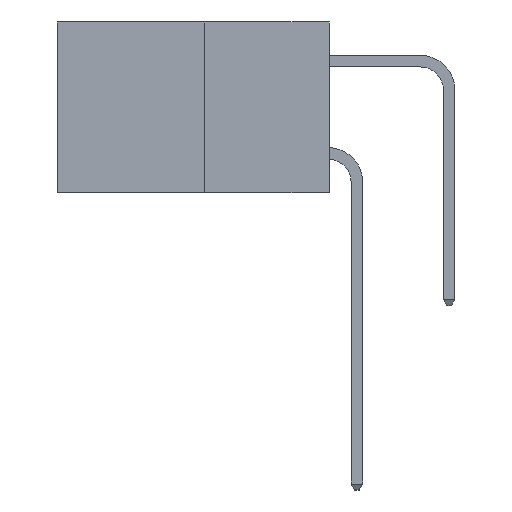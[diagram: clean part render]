
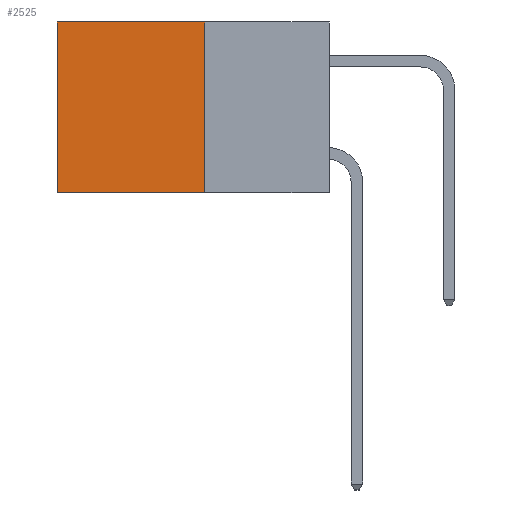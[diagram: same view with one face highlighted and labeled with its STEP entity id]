
A CAD part, left-side view. The second image highlights one B-rep face of the part: STEP entity #2525.
In plain terms, the highlighted planar face has unit normal (-1, 0, 0).
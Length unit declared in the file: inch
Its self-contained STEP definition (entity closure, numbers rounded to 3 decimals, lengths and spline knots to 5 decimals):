
#467 = PLANE ( 'NONE',  #15138 ) ;
#592 = DIRECTION ( 'NONE',  ( 0., 1., 0. ) ) ;
#1024 = DIRECTION ( 'NONE',  ( 0., 0., -1. ) ) ;
#1151 = CARTESIAN_POINT ( 'NONE',  ( 0.277, 0.59, -0.37 ) ) ;
#1396 = CARTESIAN_POINT ( 'NONE',  ( 0.277, 0.27, -0.37 ) ) ;
#1852 = CARTESIAN_POINT ( 'NONE',  ( 0.277, 0.27, -0.37 ) ) ;
#2271 = DIRECTION ( 'NONE',  ( 0., 0., -1. ) ) ;
#2525 = ADVANCED_FACE ( 'NONE', ( #6867 ), #467, .F. ) ;
#2541 = LINE ( 'NONE', #14399, #14306 ) ;
#2588 = EDGE_CURVE ( 'NONE', #9586, #3105, #2541, .T. ) ;
#3026 = DIRECTION ( 'NONE',  ( 1., 0., 0. ) ) ;
#3048 = ORIENTED_EDGE ( 'NONE', *, *, #9576, .T. ) ;
#3105 = VERTEX_POINT ( 'NONE', #10018 ) ;
#3958 = CARTESIAN_POINT ( 'NONE',  ( 0.277, 0.59, -0.37 ) ) ;
#5347 = VECTOR ( 'NONE', #7671, 39.37008 ) ;
#6331 = EDGE_CURVE ( 'NONE', #14950, #13154, #15082, .T. ) ;
#6508 = CARTESIAN_POINT ( 'NONE',  ( 0.277, 0.27, 0. ) ) ;
#6867 = FACE_OUTER_BOUND ( 'NONE', #7333, .T. ) ;
#6959 = ORIENTED_EDGE ( 'NONE', *, *, #2588, .F. ) ;
#7333 = EDGE_LOOP ( 'NONE', ( #12976, #7836, #6959, #3048 ) ) ;
#7671 = DIRECTION ( 'NONE',  ( 0., 1., 0. ) ) ;
#7836 = ORIENTED_EDGE ( 'NONE', *, *, #14435, .F. ) ;
#8293 = VECTOR ( 'NONE', #592, 39.37008 ) ;
#8490 = LINE ( 'NONE', #6508, #5347 ) ;
#9576 = EDGE_CURVE ( 'NONE', #9586, #14950, #8490, .T. ) ;
#9586 = VERTEX_POINT ( 'NONE', #10047 ) ;
#10018 = CARTESIAN_POINT ( 'NONE',  ( 0.277, 0.27, -0.37 ) ) ;
#10047 = CARTESIAN_POINT ( 'NONE',  ( 0.277, 0.27, 0. ) ) ;
#11654 = VECTOR ( 'NONE', #1024, 39.37008 ) ;
#12198 = CARTESIAN_POINT ( 'NONE',  ( 0.277, 0.59, 0. ) ) ;
#12976 = ORIENTED_EDGE ( 'NONE', *, *, #6331, .T. ) ;
#13154 = VERTEX_POINT ( 'NONE', #3958 ) ;
#13995 = DIRECTION ( 'NONE',  ( 0., 0., -1. ) ) ;
#14306 = VECTOR ( 'NONE', #13995, 39.37008 ) ;
#14399 = CARTESIAN_POINT ( 'NONE',  ( 0.277, 0.27, -0.37 ) ) ;
#14435 = EDGE_CURVE ( 'NONE', #3105, #13154, #14473, .T. ) ;
#14473 = LINE ( 'NONE', #1852, #8293 ) ;
#14950 = VERTEX_POINT ( 'NONE', #12198 ) ;
#15082 = LINE ( 'NONE', #1151, #11654 ) ;
#15138 = AXIS2_PLACEMENT_3D ( 'NONE', #1396, #3026, #2271 ) ;
